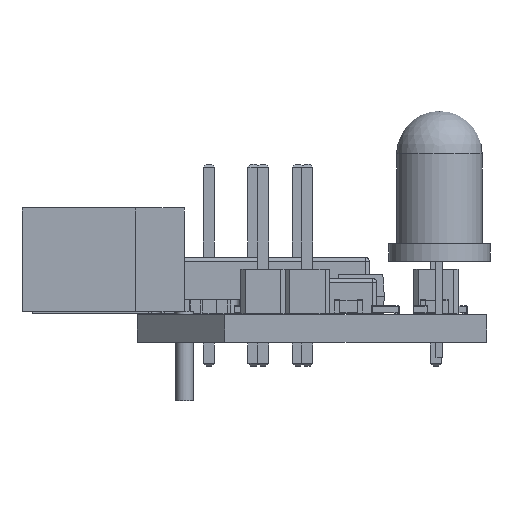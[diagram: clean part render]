
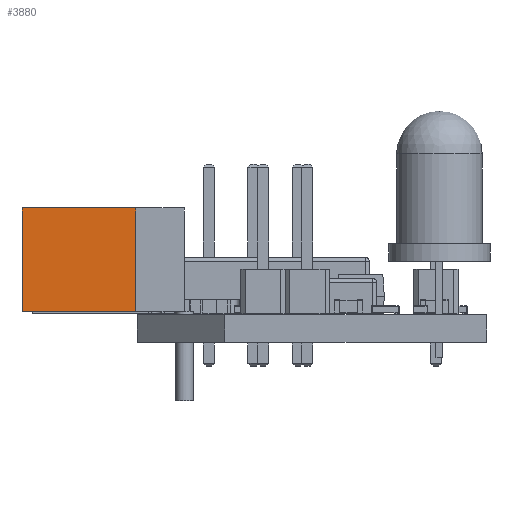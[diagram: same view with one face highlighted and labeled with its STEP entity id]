
A CAD part, front view. The second image highlights one B-rep face of the part: STEP entity #3880.
In plain terms, the highlighted face is planar.
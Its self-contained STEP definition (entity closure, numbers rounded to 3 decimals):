
#3855 = VERTEX_POINT('',#3856);
#3856 = CARTESIAN_POINT('',(11.48,-9.3,6.05));
#3862 = EDGE_CURVE('',#3863,#3855,#3865,.T.);
#3863 = VERTEX_POINT('',#3864);
#3864 = CARTESIAN_POINT('',(11.48,-9.3,0.1));
#3865 = LINE('',#3866,#3867);
#3866 = CARTESIAN_POINT('',(11.48,-9.3,0.1));
#3867 = VECTOR('',#3868,1.);
#3868 = DIRECTION('',(0.,0.,1.));
#3880 = ADVANCED_FACE('',(#3881),#3906,.F.);
#3881 = FACE_BOUND('',#3882,.F.);
#3882 = EDGE_LOOP('',(#3883,#3884,#3892,#3900));
#3883 = ORIENTED_EDGE('',*,*,#3862,.T.);
#3884 = ORIENTED_EDGE('',*,*,#3885,.T.);
#3885 = EDGE_CURVE('',#3855,#3886,#3888,.T.);
#3886 = VERTEX_POINT('',#3887);
#3887 = CARTESIAN_POINT('',(11.48,-2.8,6.05));
#3888 = LINE('',#3889,#3890);
#3889 = CARTESIAN_POINT('',(11.48,-9.3,6.05));
#3890 = VECTOR('',#3891,1.);
#3891 = DIRECTION('',(0.,1.,0.));
#3892 = ORIENTED_EDGE('',*,*,#3893,.F.);
#3893 = EDGE_CURVE('',#3894,#3886,#3896,.T.);
#3894 = VERTEX_POINT('',#3895);
#3895 = CARTESIAN_POINT('',(11.48,-2.8,0.1));
#3896 = LINE('',#3897,#3898);
#3897 = CARTESIAN_POINT('',(11.48,-2.8,0.1));
#3898 = VECTOR('',#3899,1.);
#3899 = DIRECTION('',(0.,0.,1.));
#3900 = ORIENTED_EDGE('',*,*,#3901,.F.);
#3901 = EDGE_CURVE('',#3863,#3894,#3902,.T.);
#3902 = LINE('',#3903,#3904);
#3903 = CARTESIAN_POINT('',(11.48,-9.3,0.1));
#3904 = VECTOR('',#3905,1.);
#3905 = DIRECTION('',(0.,1.,0.));
#3906 = PLANE('',#3907);
#3907 = AXIS2_PLACEMENT_3D('',#3908,#3909,#3910);
#3908 = CARTESIAN_POINT('',(11.48,-9.3,0.1));
#3909 = DIRECTION('',(-1.,0.,0.));
#3910 = DIRECTION('',(0.,1.,0.));
